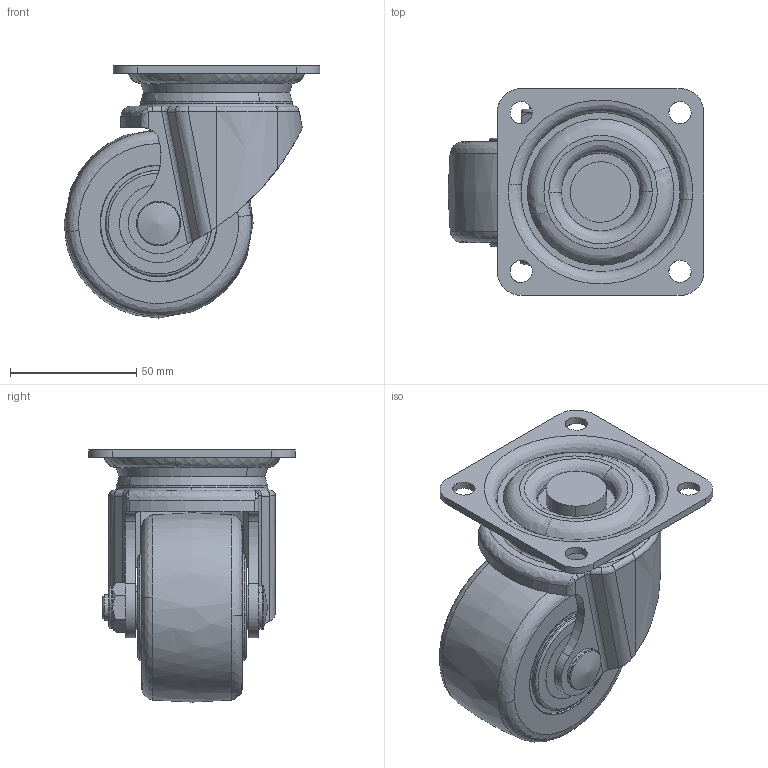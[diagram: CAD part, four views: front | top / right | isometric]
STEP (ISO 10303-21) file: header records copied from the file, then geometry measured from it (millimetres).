
FILE_DESCRIPTION((''),'2;1');
FILE_NAME('','2007-04-02T16:25:31',(''),(''),'','CADfix','');
FILE_SCHEMA(('AUTOMOTIVE_DESIGN { 1 0 10303 214 1 1 1 1 }'));
Length unit declared in the file: millimetre
Bounding box: 101.5 x 82 x 100 mm (x, y, z)
Volume: 271537.9 mm3; surface area: 68117.6 mm2
Topology: 7 solids, 7 shells, 257 faces, 916 edges, 690 vertices
Faces by surface type: bspline 257
Entity records: 15643 total; most frequent: CARTESIAN_POINT 10265, ORIENTED_EDGE 1828, EDGE_CURVE 914, VERTEX_POINT 690, B_SPLINE_CURVE_WITH_KNOTS 686, EDGE_LOOP 298, FACE_OUTER_BOUND 257, ADVANCED_FACE 257
